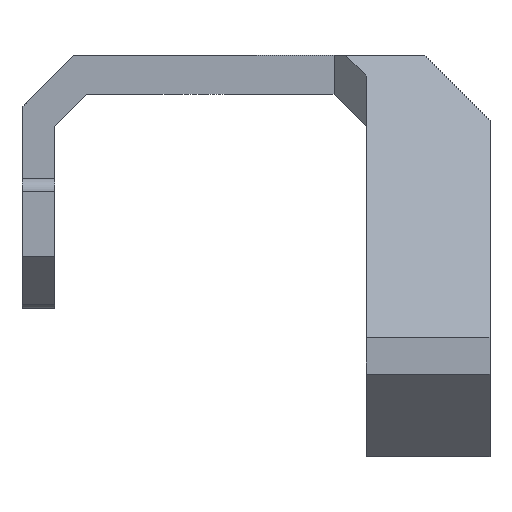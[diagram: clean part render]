
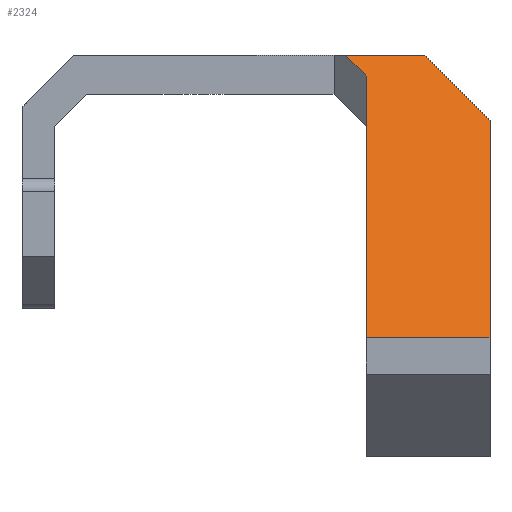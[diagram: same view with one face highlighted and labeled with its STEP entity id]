
A CAD part, front view. The second image highlights one B-rep face of the part: STEP entity #2324.
In plain terms, the highlighted planar face has unit normal (0, -0.707, 0.707).
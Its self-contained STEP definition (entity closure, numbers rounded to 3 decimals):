
#44 = PLANE('',#45);
#45 = AXIS2_PLACEMENT_3D('',#46,#47,#48);
#46 = CARTESIAN_POINT('',(46.,4.77,145.));
#47 = DIRECTION('',(1.,0.,0.));
#48 = DIRECTION('',(0.,0.,1.));
#100 = PLANE('',#101);
#101 = AXIS2_PLACEMENT_3D('',#102,#103,#104);
#102 = CARTESIAN_POINT('',(27.,4.5,145.));
#103 = DIRECTION('',(-1.,-0.,-0.));
#104 = DIRECTION('',(0.,0.,-1.));
#155 = PLANE('',#156);
#156 = AXIS2_PLACEMENT_3D('',#157,#158,#159);
#157 = CARTESIAN_POINT('',(-32.,-103.,145.));
#158 = DIRECTION('',(0.,0.,1.));
#159 = DIRECTION('',(1.,0.,0.));
#180 = PLANE('',#181);
#181 = AXIS2_PLACEMENT_3D('',#182,#183,#184);
#182 = CARTESIAN_POINT('',(41.,-26.77,140.));
#183 = DIRECTION('',(0.707,0.,0.707));
#184 = DIRECTION('',(0.,-1.,0.));
#195 = EDGE_CURVE('',#196,#198,#200,.T.);
#196 = VERTEX_POINT('',#197);
#197 = CARTESIAN_POINT('',(46.,-36.77,135.));
#198 = VERTEX_POINT('',#199);
#199 = CARTESIAN_POINT('',(46.,-70.225,101.544));
#200 = SURFACE_CURVE('',#201,(#205,#212),.PCURVE_S1.);
#201 = LINE('',#202,#203);
#202 = CARTESIAN_POINT('',(46.,-26.385,145.385));
#203 = VECTOR('',#204,1.);
#204 = DIRECTION('',(-0.,-0.707,-0.707));
#205 = PCURVE('',#44,#206);
#206 = DEFINITIONAL_REPRESENTATION('',(#207),#211);
#207 = LINE('',#208,#209);
#208 = CARTESIAN_POINT('',(0.385,31.154));
#209 = VECTOR('',#210,1.);
#210 = DIRECTION('',(-0.707,0.707));
#211 = ( GEOMETRIC_REPRESENTATION_CONTEXT(2) 
PARAMETRIC_REPRESENTATION_CONTEXT() REPRESENTATION_CONTEXT('2D SPACE',''
  ) );
#212 = PCURVE('',#213,#218);
#213 = PLANE('',#214);
#214 = AXIS2_PLACEMENT_3D('',#215,#216,#217);
#215 = CARTESIAN_POINT('',(27.,-26.385,145.385));
#216 = DIRECTION('',(0.,-0.707,0.707));
#217 = DIRECTION('',(-1.,-0.,-0.));
#218 = DEFINITIONAL_REPRESENTATION('',(#219),#223);
#219 = LINE('',#220,#221);
#220 = CARTESIAN_POINT('',(-19.,0.));
#221 = VECTOR('',#222,1.);
#222 = DIRECTION('',(-0.,1.));
#223 = ( GEOMETRIC_REPRESENTATION_CONTEXT(2) 
PARAMETRIC_REPRESENTATION_CONTEXT() REPRESENTATION_CONTEXT('2D SPACE',''
  ) );
#241 = PLANE('',#242);
#242 = AXIS2_PLACEMENT_3D('',#243,#244,#245);
#243 = CARTESIAN_POINT('',(27.,-70.225,98.716));
#244 = DIRECTION('',(0.,-1.,0.));
#245 = DIRECTION('',(-1.,-0.,-0.));
#1060 = EDGE_CURVE('',#1061,#196,#1063,.T.);
#1061 = VERTEX_POINT('',#1062);
#1062 = CARTESIAN_POINT('',(36.,-26.77,145.));
#1063 = SURFACE_CURVE('',#1064,(#1068,#1075),.PCURVE_S1.);
#1064 = LINE('',#1065,#1066);
#1065 = CARTESIAN_POINT('',(36.038,-26.808,
    144.962));
#1066 = VECTOR('',#1067,1.);
#1067 = DIRECTION('',(0.577,-0.577,-0.577));
#1068 = PCURVE('',#180,#1069);
#1069 = DEFINITIONAL_REPRESENTATION('',(#1070),#1074);
#1070 = LINE('',#1071,#1072);
#1071 = CARTESIAN_POINT('',(0.038,-7.017));
#1072 = VECTOR('',#1073,1.);
#1073 = DIRECTION('',(0.577,0.816));
#1074 = ( GEOMETRIC_REPRESENTATION_CONTEXT(2) 
PARAMETRIC_REPRESENTATION_CONTEXT() REPRESENTATION_CONTEXT('2D SPACE',''
  ) );
#1075 = PCURVE('',#213,#1076);
#1076 = DEFINITIONAL_REPRESENTATION('',(#1077),#1081);
#1077 = LINE('',#1078,#1079);
#1078 = CARTESIAN_POINT('',(-9.038,0.598));
#1079 = VECTOR('',#1080,1.);
#1080 = DIRECTION('',(-0.577,0.816));
#1081 = ( GEOMETRIC_REPRESENTATION_CONTEXT(2) 
PARAMETRIC_REPRESENTATION_CONTEXT() REPRESENTATION_CONTEXT('2D SPACE',''
  ) );
#1273 = VERTEX_POINT('',#1274);
#1274 = CARTESIAN_POINT('',(27.,-70.225,101.544));
#1295 = EDGE_CURVE('',#1296,#1273,#1298,.T.);
#1296 = VERTEX_POINT('',#1297);
#1297 = CARTESIAN_POINT('',(27.,-30.,141.77));
#1298 = SURFACE_CURVE('',#1299,(#1303,#1310),.PCURVE_S1.);
#1299 = LINE('',#1300,#1301);
#1300 = CARTESIAN_POINT('',(27.,-26.385,145.385));
#1301 = VECTOR('',#1302,1.);
#1302 = DIRECTION('',(-0.,-0.707,-0.707));
#1303 = PCURVE('',#100,#1304);
#1304 = DEFINITIONAL_REPRESENTATION('',(#1305),#1309);
#1305 = LINE('',#1306,#1307);
#1306 = CARTESIAN_POINT('',(-0.385,30.885));
#1307 = VECTOR('',#1308,1.);
#1308 = DIRECTION('',(0.707,0.707));
#1309 = ( GEOMETRIC_REPRESENTATION_CONTEXT(2) 
PARAMETRIC_REPRESENTATION_CONTEXT() REPRESENTATION_CONTEXT('2D SPACE',''
  ) );
#1310 = PCURVE('',#213,#1311);
#1311 = DEFINITIONAL_REPRESENTATION('',(#1312),#1316);
#1312 = LINE('',#1313,#1314);
#1313 = CARTESIAN_POINT('',(-0.,0.));
#1314 = VECTOR('',#1315,1.);
#1315 = DIRECTION('',(-0.,1.));
#1316 = ( GEOMETRIC_REPRESENTATION_CONTEXT(2) 
PARAMETRIC_REPRESENTATION_CONTEXT() REPRESENTATION_CONTEXT('2D SPACE',''
  ) );
#1334 = PLANE('',#1335);
#1335 = AXIS2_PLACEMENT_3D('',#1336,#1337,#1338);
#1336 = CARTESIAN_POINT('',(24.5,-27.5,145.));
#1337 = DIRECTION('',(-0.707,-0.707,0.));
#1338 = DIRECTION('',(0.,0.,-1.));
#2056 = VERTEX_POINT('',#2057);
#2057 = CARTESIAN_POINT('',(23.77,-26.77,145.));
#2078 = EDGE_CURVE('',#2056,#1061,#2079,.T.);
#2079 = SURFACE_CURVE('',#2080,(#2084,#2090),.PCURVE_S1.);
#2080 = LINE('',#2081,#2082);
#2081 = CARTESIAN_POINT('',(-2.5,-26.77,145.));
#2082 = VECTOR('',#2083,1.);
#2083 = DIRECTION('',(1.,0.,0.));
#2084 = PCURVE('',#155,#2085);
#2085 = DEFINITIONAL_REPRESENTATION('',(#2086),#2089);
#2086 = B_SPLINE_CURVE_WITH_KNOTS('',1,(#2087,#2088),.UNSPECIFIED.,.F.,
  .F.,(2,2),(29.5,48.5),.PIECEWISE_BEZIER_KNOTS.);
#2087 = CARTESIAN_POINT('',(59.,76.23));
#2088 = CARTESIAN_POINT('',(78.,76.23));
#2089 = ( GEOMETRIC_REPRESENTATION_CONTEXT(2) 
PARAMETRIC_REPRESENTATION_CONTEXT() REPRESENTATION_CONTEXT('2D SPACE',''
  ) );
#2090 = PCURVE('',#213,#2091);
#2091 = DEFINITIONAL_REPRESENTATION('',(#2092),#2095);
#2092 = B_SPLINE_CURVE_WITH_KNOTS('',1,(#2093,#2094),.UNSPECIFIED.,.F.,
  .F.,(2,2),(29.5,48.5),.PIECEWISE_BEZIER_KNOTS.);
#2093 = CARTESIAN_POINT('',(0.,0.544));
#2094 = CARTESIAN_POINT('',(-19.,0.544));
#2095 = ( GEOMETRIC_REPRESENTATION_CONTEXT(2) 
PARAMETRIC_REPRESENTATION_CONTEXT() REPRESENTATION_CONTEXT('2D SPACE',''
  ) );
#2324 = ADVANCED_FACE('',(#2325),#213,.T.);
#2325 = FACE_BOUND('',#2326,.F.);
#2326 = EDGE_LOOP('',(#2327,#2328,#2349,#2350,#2371,#2372));
#2327 = ORIENTED_EDGE('',*,*,#195,.T.);
#2328 = ORIENTED_EDGE('',*,*,#2329,.F.);
#2329 = EDGE_CURVE('',#1273,#198,#2330,.T.);
#2330 = SURFACE_CURVE('',#2331,(#2335,#2342),.PCURVE_S1.);
#2331 = LINE('',#2332,#2333);
#2332 = CARTESIAN_POINT('',(27.,-70.225,101.544));
#2333 = VECTOR('',#2334,1.);
#2334 = DIRECTION('',(1.,0.,0.));
#2335 = PCURVE('',#213,#2336);
#2336 = DEFINITIONAL_REPRESENTATION('',(#2337),#2341);
#2337 = LINE('',#2338,#2339);
#2338 = CARTESIAN_POINT('',(-0.,62.));
#2339 = VECTOR('',#2340,1.);
#2340 = DIRECTION('',(-1.,0.));
#2341 = ( GEOMETRIC_REPRESENTATION_CONTEXT(2) 
PARAMETRIC_REPRESENTATION_CONTEXT() REPRESENTATION_CONTEXT('2D SPACE',''
  ) );
#2342 = PCURVE('',#241,#2343);
#2343 = DEFINITIONAL_REPRESENTATION('',(#2344),#2348);
#2344 = LINE('',#2345,#2346);
#2345 = CARTESIAN_POINT('',(-0.,-2.828));
#2346 = VECTOR('',#2347,1.);
#2347 = DIRECTION('',(-1.,0.));
#2348 = ( GEOMETRIC_REPRESENTATION_CONTEXT(2) 
PARAMETRIC_REPRESENTATION_CONTEXT() REPRESENTATION_CONTEXT('2D SPACE',''
  ) );
#2349 = ORIENTED_EDGE('',*,*,#1295,.F.);
#2350 = ORIENTED_EDGE('',*,*,#2351,.F.);
#2351 = EDGE_CURVE('',#2056,#1296,#2352,.T.);
#2352 = SURFACE_CURVE('',#2353,(#2357,#2364),.PCURVE_S1.);
#2353 = LINE('',#2354,#2355);
#2354 = CARTESIAN_POINT('',(24.423,-27.423,
    144.346));
#2355 = VECTOR('',#2356,1.);
#2356 = DIRECTION('',(0.577,-0.577,-0.577));
#2357 = PCURVE('',#213,#2358);
#2358 = DEFINITIONAL_REPRESENTATION('',(#2359),#2363);
#2359 = LINE('',#2360,#2361);
#2360 = CARTESIAN_POINT('',(2.577,1.469));
#2361 = VECTOR('',#2362,1.);
#2362 = DIRECTION('',(-0.577,0.816));
#2363 = ( GEOMETRIC_REPRESENTATION_CONTEXT(2) 
PARAMETRIC_REPRESENTATION_CONTEXT() REPRESENTATION_CONTEXT('2D SPACE',''
  ) );
#2364 = PCURVE('',#1334,#2365);
#2365 = DEFINITIONAL_REPRESENTATION('',(#2366),#2370);
#2366 = LINE('',#2367,#2368);
#2367 = CARTESIAN_POINT('',(0.654,-0.109));
#2368 = VECTOR('',#2369,1.);
#2369 = DIRECTION('',(0.577,0.816));
#2370 = ( GEOMETRIC_REPRESENTATION_CONTEXT(2) 
PARAMETRIC_REPRESENTATION_CONTEXT() REPRESENTATION_CONTEXT('2D SPACE',''
  ) );
#2371 = ORIENTED_EDGE('',*,*,#2078,.T.);
#2372 = ORIENTED_EDGE('',*,*,#1060,.T.);
